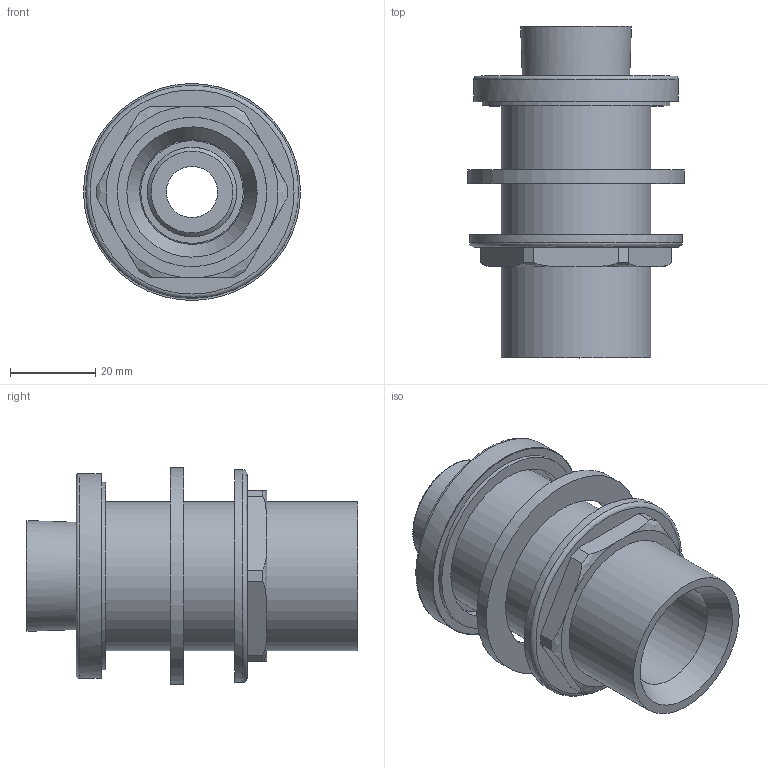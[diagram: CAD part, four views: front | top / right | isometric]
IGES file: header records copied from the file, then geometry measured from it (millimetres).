
Global section: file name: V180; native system: Autodesk Inventor 2018; preprocessor: unknown; author: mblakey; date: 20180425.104732; units: millimetre
Bounding box: 50.8 x 77.7 x 50.8 mm (x, y, z)
Volume: 52597.1 mm3; surface area: 29923.1 mm2
Topology: 7 solids, 7 shells, 75 faces, 196 edges, 143 vertices
Faces by surface type: bspline 75
